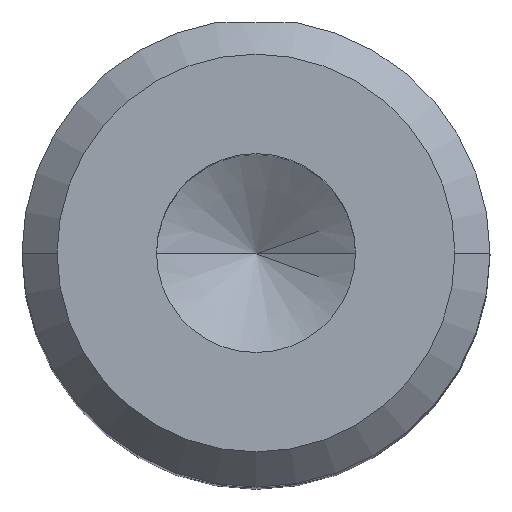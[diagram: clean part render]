
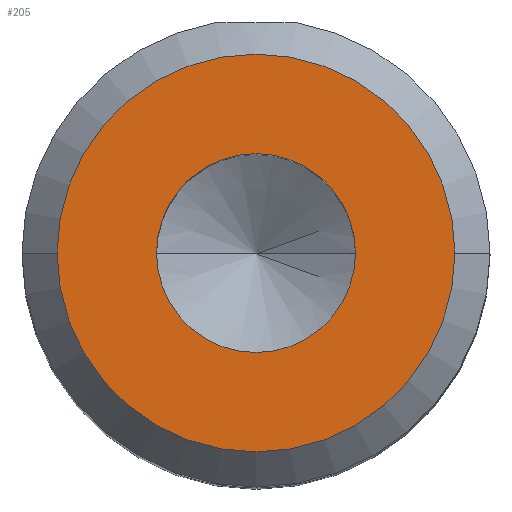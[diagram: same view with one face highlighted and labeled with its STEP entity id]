
A CAD part, top view. The second image highlights one B-rep face of the part: STEP entity #205.
In plain terms, the highlighted planar face has unit normal (0, 0, 1).
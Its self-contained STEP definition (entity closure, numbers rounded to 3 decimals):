
#11 = CARTESIAN_POINT ( 'NONE',  ( 0., 0., 30. ) ) ;
#34 = VERTEX_POINT ( 'NONE', #554 ) ;
#113 = DIRECTION ( 'NONE',  ( 1., 0., 0. ) ) ;
#172 = AXIS2_PLACEMENT_3D ( 'NONE', #1193, #589, #1300 ) ;
#189 = DIRECTION ( 'NONE',  ( 0., 0., 1. ) ) ;
#205 = ADVANCED_FACE ( 'NONE', ( #271, #556 ), #692, .T. ) ;
#271 = FACE_OUTER_BOUND ( 'NONE', #1011, .T. ) ;
#306 = VERTEX_POINT ( 'NONE', #1319 ) ;
#338 = VERTEX_POINT ( 'NONE', #1333 ) ;
#361 = CARTESIAN_POINT ( 'NONE',  ( 0., 0., 30. ) ) ;
#425 = CARTESIAN_POINT ( 'NONE',  ( 0., 0., 30. ) ) ;
#467 = DIRECTION ( 'NONE',  ( 1., 0., 0. ) ) ;
#473 = AXIS2_PLACEMENT_3D ( 'NONE', #1208, #189, #893 ) ;
#530 = DIRECTION ( 'NONE',  ( 1., 0., 0. ) ) ;
#554 = CARTESIAN_POINT ( 'NONE',  ( 8.5, 0., 30. ) ) ;
#556 = FACE_BOUND ( 'NONE', #802, .T. ) ;
#589 = DIRECTION ( 'NONE',  ( 0., 0., 1. ) ) ;
#692 = PLANE ( 'NONE',  #473 ) ;
#702 = CIRCLE ( 'NONE', #853, 4.25 ) ;
#721 = DIRECTION ( 'NONE',  ( 0., 0., 1. ) ) ;
#733 = AXIS2_PLACEMENT_3D ( 'NONE', #425, #1138, #530 ) ;
#764 = CIRCLE ( 'NONE', #172, 4.25 ) ;
#802 = EDGE_LOOP ( 'NONE', ( #855, #1171 ) ) ;
#820 = EDGE_CURVE ( 'NONE', #34, #944, #1108, .T. ) ;
#853 = AXIS2_PLACEMENT_3D ( 'NONE', #11, #721, #113 ) ;
#855 = ORIENTED_EDGE ( 'NONE', *, *, #1137, .F. ) ;
#860 = EDGE_CURVE ( 'NONE', #338, #306, #764, .T. ) ;
#888 = CARTESIAN_POINT ( 'NONE',  ( -8.5, 0., 30. ) ) ;
#893 = DIRECTION ( 'NONE',  ( 1., 0., 0. ) ) ;
#944 = VERTEX_POINT ( 'NONE', #888 ) ;
#948 = ORIENTED_EDGE ( 'NONE', *, *, #820, .T. ) ;
#1011 = EDGE_LOOP ( 'NONE', ( #1074, #948 ) ) ;
#1074 = ORIENTED_EDGE ( 'NONE', *, *, #1133, .T. ) ;
#1076 = DIRECTION ( 'NONE',  ( 0., 0., 1. ) ) ;
#1108 = CIRCLE ( 'NONE', #1292, 8.5 ) ;
#1133 = EDGE_CURVE ( 'NONE', #944, #34, #1221, .T. ) ;
#1137 = EDGE_CURVE ( 'NONE', #306, #338, #702, .T. ) ;
#1138 = DIRECTION ( 'NONE',  ( 0., 0., 1. ) ) ;
#1171 = ORIENTED_EDGE ( 'NONE', *, *, #860, .F. ) ;
#1193 = CARTESIAN_POINT ( 'NONE',  ( 0., 0., 30. ) ) ;
#1208 = CARTESIAN_POINT ( 'NONE',  ( 0., 0., 30. ) ) ;
#1221 = CIRCLE ( 'NONE', #733, 8.5 ) ;
#1292 = AXIS2_PLACEMENT_3D ( 'NONE', #361, #1076, #467 ) ;
#1300 = DIRECTION ( 'NONE',  ( 1., 0., 0. ) ) ;
#1319 = CARTESIAN_POINT ( 'NONE',  ( 4.25, 0., 30. ) ) ;
#1333 = CARTESIAN_POINT ( 'NONE',  ( -4.25, 0., 30. ) ) ;
